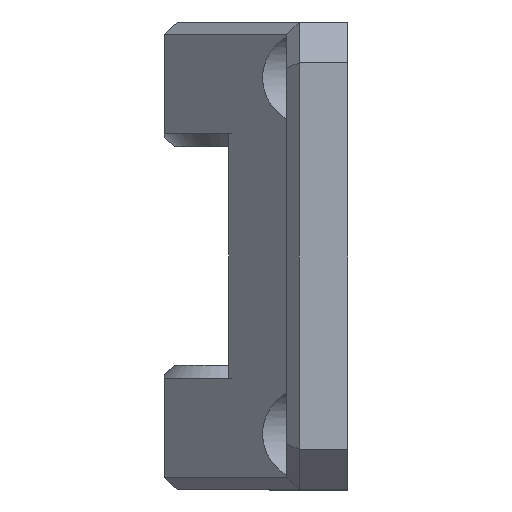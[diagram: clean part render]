
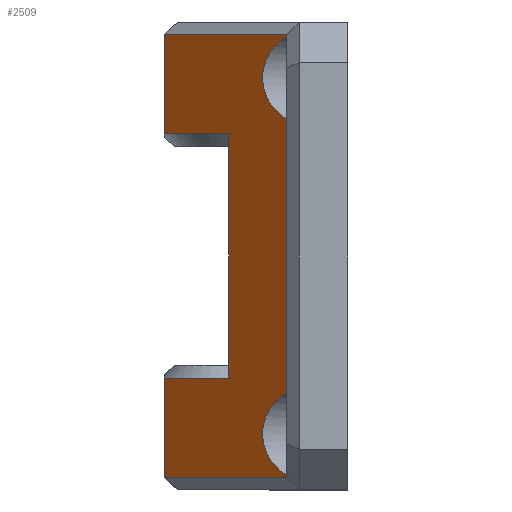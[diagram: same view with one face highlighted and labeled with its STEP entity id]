
A CAD part, left-side view. The second image highlights one B-rep face of the part: STEP entity #2509.
In plain terms, the highlighted planar face has unit normal (-0.722, 0.692, 0).
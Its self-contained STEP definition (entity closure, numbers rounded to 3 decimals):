
#13 = PLANE ( 'NONE',  #2521 ) ;
#29 = CARTESIAN_POINT ( 'NONE',  ( -28.037, 11.7, -20.959 ) ) ;
#85 = VECTOR ( 'NONE', #1508, 1000. ) ;
#107 = EDGE_CURVE ( 'NONE', #589, #2252, #648, .T. ) ;
#117 = EDGE_CURVE ( 'NONE', #1249, #557, #2337, .T. ) ;
#139 = CARTESIAN_POINT ( 'NONE',  ( -33.5, 6., -56.066 ) ) ;
#167 = VERTEX_POINT ( 'NONE', #168 ) ;
#168 = CARTESIAN_POINT ( 'NONE',  ( -33.5, 6., 21.539 ) ) ;
#169 = EDGE_CURVE ( 'NONE', #3003, #2100, #1375, .T. ) ;
#183 = VECTOR ( 'NONE', #2089, 1000. ) ;
#187 = CARTESIAN_POINT ( 'NONE',  ( -33.5, 6., -21.75 ) ) ;
#220 = ORIENTED_EDGE ( 'NONE', *, *, #1238, .T. ) ;
#243 = ORIENTED_EDGE ( 'NONE', *, *, #2548, .F. ) ;
#323 = DIRECTION ( 'NONE',  ( -0.692, -0.722, 0. ) ) ;
#333 = VECTOR ( 'NONE', #2097, 1000. ) ;
#350 = CARTESIAN_POINT ( 'NONE',  ( -30.154, 9.492, -15.532 ) ) ;
#464 = ORIENTED_EDGE ( 'NONE', *, *, #107, .T. ) ;
#473 = CARTESIAN_POINT ( 'NONE',  ( -22., 18., 12. ) ) ;
#493 = EDGE_CURVE ( 'NONE', #2100, #589, #1789, .T. ) ;
#523 = ORIENTED_EDGE ( 'NONE', *, *, #625, .F. ) ;
#537 = EDGE_CURVE ( 'NONE', #2322, #2164, #1165, .T. ) ;
#557 = VERTEX_POINT ( 'NONE', #2068 ) ;
#566 = LINE ( 'NONE', #2487, #606 ) ;
#588 = EDGE_CURVE ( 'NONE', #2331, #167, #967, .T. ) ;
#589 = VERTEX_POINT ( 'NONE', #1370 ) ;
#606 = VECTOR ( 'NONE', #2286, 1000. ) ;
#625 = EDGE_CURVE ( 'NONE', #2050, #557, #650, .T. ) ;
#648 =( BOUNDED_CURVE ( )  B_SPLINE_CURVE ( 3, ( #2503, #2971, #350, #1304 ),
 .UNSPECIFIED., .F., .T. ) 
 B_SPLINE_CURVE_WITH_KNOTS ( ( 4, 4 ),
 ( 2.125, 4.158 ),
 .UNSPECIFIED. ) 
 CURVE ( )  GEOMETRIC_REPRESENTATION_ITEM ( )  RATIONAL_B_SPLINE_CURVE ( ( 1., 0.684, 0.684, 1. ) ) 
 REPRESENTATION_ITEM ( '' )  );
#650 = LINE ( 'NONE', #2332, #1533 ) ;
#672 = ORIENTED_EDGE ( 'NONE', *, *, #493, .T. ) ;
#681 = DIRECTION ( 'NONE',  ( 0., 0., 1. ) ) ;
#716 = DIRECTION ( 'NONE',  ( -0.722, 0.692, 0. ) ) ;
#733 = CARTESIAN_POINT ( 'NONE',  ( -33.5, 6., -56.066 ) ) ;
#799 = LINE ( 'NONE', #2733, #85 ) ;
#806 = VECTOR ( 'NONE', #1240, 1000. ) ;
#835 = CARTESIAN_POINT ( 'NONE',  ( -33.5, 6., 13.461 ) ) ;
#924 = VECTOR ( 'NONE', #2560, 1000. ) ;
#967 =( BOUNDED_CURVE ( )  B_SPLINE_CURVE ( 3, ( #1597, #3069, #1148, #1848 ),
 .UNSPECIFIED., .F., .T. ) 
 B_SPLINE_CURVE_WITH_KNOTS ( ( 4, 4 ),
 ( 2.125, 4.158 ),
 .UNSPECIFIED. ) 
 CURVE ( )  GEOMETRIC_REPRESENTATION_ITEM ( )  RATIONAL_B_SPLINE_CURVE ( ( 1., 0.684, 0.684, 1. ) ) 
 REPRESENTATION_ITEM ( '' )  );
#973 = CARTESIAN_POINT ( 'NONE',  ( -33.5, 6., 12. ) ) ;
#1007 = LINE ( 'NONE', #973, #1608 ) ;
#1110 = CARTESIAN_POINT ( 'NONE',  ( -33.5, 6., -56.066 ) ) ;
#1118 = EDGE_CURVE ( 'NONE', #2252, #2331, #799, .T. ) ;
#1148 = CARTESIAN_POINT ( 'NONE',  ( -30.154, 9.492, 19.468 ) ) ;
#1165 = LINE ( 'NONE', #2347, #333 ) ;
#1221 = LINE ( 'NONE', #29, #806 ) ;
#1238 = EDGE_CURVE ( 'NONE', #167, #1249, #1602, .T. ) ;
#1240 = DIRECTION ( 'NONE',  ( 0., 0., 1. ) ) ;
#1249 = VERTEX_POINT ( 'NONE', #2074 ) ;
#1300 = DIRECTION ( 'NONE',  ( 0., 0., 1. ) ) ;
#1304 = CARTESIAN_POINT ( 'NONE',  ( -33.5, 6., -13.461 ) ) ;
#1370 = CARTESIAN_POINT ( 'NONE',  ( -33.5, 6., -21.539 ) ) ;
#1375 = LINE ( 'NONE', #187, #1377 ) ;
#1377 = VECTOR ( 'NONE', #1657, 1000. ) ;
#1380 = ORIENTED_EDGE ( 'NONE', *, *, #2284, .T. ) ;
#1508 = DIRECTION ( 'NONE',  ( 0., 0., 1. ) ) ;
#1509 = CARTESIAN_POINT ( 'NONE',  ( -22., 18., -12. ) ) ;
#1533 = VECTOR ( 'NONE', #681, 1000. ) ;
#1597 = CARTESIAN_POINT ( 'NONE',  ( -33.5, 6., 13.461 ) ) ;
#1602 = LINE ( 'NONE', #1110, #183 ) ;
#1608 = VECTOR ( 'NONE', #323, 1000. ) ;
#1623 = ORIENTED_EDGE ( 'NONE', *, *, #588, .T. ) ;
#1657 = DIRECTION ( 'NONE',  ( -0.692, -0.722, 0. ) ) ;
#1697 = CARTESIAN_POINT ( 'NONE',  ( -33.5, 6., -21.75 ) ) ;
#1752 = ORIENTED_EDGE ( 'NONE', *, *, #117, .T. ) ;
#1769 = EDGE_LOOP ( 'NONE', ( #2247, #1623, #220, #1752, #523, #2727, #243, #2649, #1380, #2479, #672, #464 ) ) ;
#1776 = EDGE_CURVE ( 'NONE', #2050, #2484, #1007, .T. ) ;
#1789 = LINE ( 'NONE', #139, #1986 ) ;
#1837 = CARTESIAN_POINT ( 'NONE',  ( -22., 18., 21.75 ) ) ;
#1848 = CARTESIAN_POINT ( 'NONE',  ( -33.5, 6., 21.539 ) ) ;
#1986 = VECTOR ( 'NONE', #1300, 1000. ) ;
#2050 = VERTEX_POINT ( 'NONE', #473 ) ;
#2068 = CARTESIAN_POINT ( 'NONE',  ( -22., 18., 21.75 ) ) ;
#2074 = CARTESIAN_POINT ( 'NONE',  ( -33.5, 6., 21.75 ) ) ;
#2089 = DIRECTION ( 'NONE',  ( 0., 0., 1. ) ) ;
#2097 = DIRECTION ( 'NONE',  ( 0.692, 0.722, 0. ) ) ;
#2100 = VERTEX_POINT ( 'NONE', #1697 ) ;
#2154 = DIRECTION ( 'NONE',  ( -0.692, -0.722, 0. ) ) ;
#2164 = VERTEX_POINT ( 'NONE', #1509 ) ;
#2247 = ORIENTED_EDGE ( 'NONE', *, *, #1118, .T. ) ;
#2252 = VERTEX_POINT ( 'NONE', #3017 ) ;
#2284 = EDGE_CURVE ( 'NONE', #2164, #3003, #566, .T. ) ;
#2286 = DIRECTION ( 'NONE',  ( 0., 0., -1. ) ) ;
#2322 = VERTEX_POINT ( 'NONE', #2988 ) ;
#2331 = VERTEX_POINT ( 'NONE', #835 ) ;
#2332 = CARTESIAN_POINT ( 'NONE',  ( -22., 18., -56.066 ) ) ;
#2337 = LINE ( 'NONE', #1837, #924 ) ;
#2347 = CARTESIAN_POINT ( 'NONE',  ( -22., 18., -12. ) ) ;
#2419 = FACE_OUTER_BOUND ( 'NONE', #1769, .T. ) ;
#2479 = ORIENTED_EDGE ( 'NONE', *, *, #169, .T. ) ;
#2484 = VERTEX_POINT ( 'NONE', #2685 ) ;
#2487 = CARTESIAN_POINT ( 'NONE',  ( -22., 18., 56.066 ) ) ;
#2503 = CARTESIAN_POINT ( 'NONE',  ( -33.5, 6., -21.539 ) ) ;
#2509 = ADVANCED_FACE ( 'NONE', ( #2419 ), #13, .T. ) ;
#2521 = AXIS2_PLACEMENT_3D ( 'NONE', #733, #716, #2154 ) ;
#2548 = EDGE_CURVE ( 'NONE', #2322, #2484, #1221, .T. ) ;
#2560 = DIRECTION ( 'NONE',  ( 0.692, 0.722, 0. ) ) ;
#2649 = ORIENTED_EDGE ( 'NONE', *, *, #537, .T. ) ;
#2685 = CARTESIAN_POINT ( 'NONE',  ( -28.037, 11.7, 12. ) ) ;
#2727 = ORIENTED_EDGE ( 'NONE', *, *, #1776, .T. ) ;
#2733 = CARTESIAN_POINT ( 'NONE',  ( -33.5, 6., -56.066 ) ) ;
#2754 = CARTESIAN_POINT ( 'NONE',  ( -22., 18., -21.75 ) ) ;
#2971 = CARTESIAN_POINT ( 'NONE',  ( -30.154, 9.492, -19.468 ) ) ;
#2988 = CARTESIAN_POINT ( 'NONE',  ( -28.037, 11.7, -12. ) ) ;
#3003 = VERTEX_POINT ( 'NONE', #2754 ) ;
#3017 = CARTESIAN_POINT ( 'NONE',  ( -33.5, 6., -13.461 ) ) ;
#3069 = CARTESIAN_POINT ( 'NONE',  ( -30.154, 9.492, 15.532 ) ) ;
